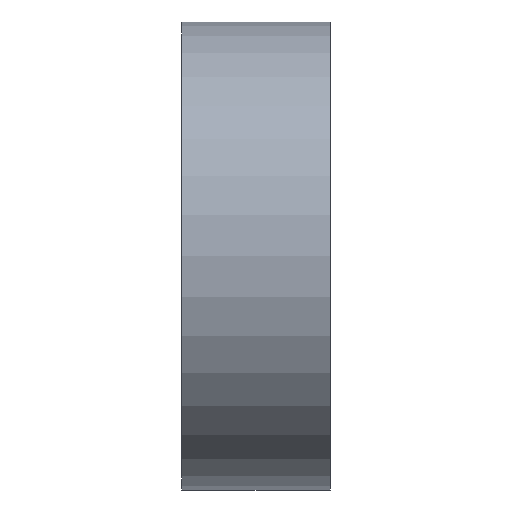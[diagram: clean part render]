
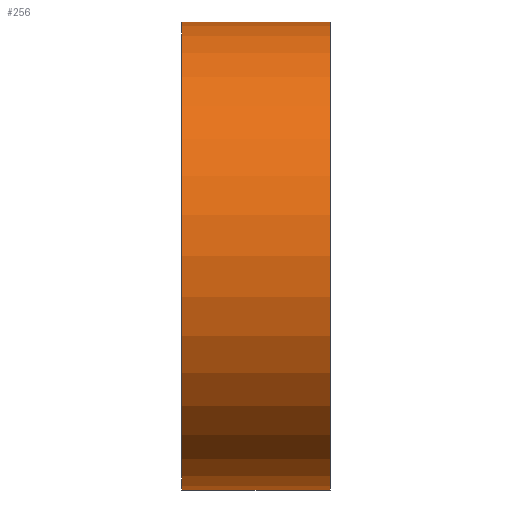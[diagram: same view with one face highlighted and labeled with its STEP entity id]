
A CAD part, front view. The second image highlights one B-rep face of the part: STEP entity #256.
In plain terms, the highlighted cylindrical face has radius 11 mm (diameter 22 mm), a partial arc.
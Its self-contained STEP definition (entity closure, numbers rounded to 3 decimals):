
#99 = VERTEX_POINT ( 'NONE', #420 ) ;
#100 = EDGE_CURVE ( 'NONE', #105, #110, #600, .T. ) ;
#105 = VERTEX_POINT ( 'NONE', #502 ) ;
#110 = VERTEX_POINT ( 'NONE', #561 ) ;
#116 = VERTEX_POINT ( 'NONE', #552 ) ;
#126 = EDGE_CURVE ( 'NONE', #99, #116, #612, .T. ) ;
#229 = ORIENTED_EDGE ( 'NONE', *, *, #331, .F. ) ;
#252 = EDGE_LOOP ( 'NONE', ( #258, #260, #257, #229 ) ) ;
#256 = ADVANCED_FACE ( 'NONE', ( #785 ), #772, .T. ) ;
#257 = ORIENTED_EDGE ( 'NONE', *, *, #126, .T. ) ;
#258 = ORIENTED_EDGE ( 'NONE', *, *, #100, .F. ) ;
#260 = ORIENTED_EDGE ( 'NONE', *, *, #345, .T. ) ;
#331 = EDGE_CURVE ( 'NONE', #110, #116, #793, .T. ) ;
#345 = EDGE_CURVE ( 'NONE', #105, #99, #875, .T. ) ;
#420 = CARTESIAN_POINT ( 'NONE',  ( 7., 0., 11. ) ) ;
#500 = DIRECTION ( 'NONE',  ( -1., 0., 0. ) ) ;
#501 = VECTOR ( 'NONE', #500, 1000. ) ;
#502 = CARTESIAN_POINT ( 'NONE',  ( 7., 0., -11. ) ) ;
#552 = CARTESIAN_POINT ( 'NONE',  ( 0., 0., 11. ) ) ;
#561 = CARTESIAN_POINT ( 'NONE',  ( 0., 0., -11. ) ) ;
#599 = CARTESIAN_POINT ( 'NONE',  ( 0., 0., -11. ) ) ;
#600 = LINE ( 'NONE', #599, #501 ) ;
#609 = DIRECTION ( 'NONE',  ( -1., 0., 0. ) ) ;
#610 = VECTOR ( 'NONE', #609, 1000. ) ;
#611 = CARTESIAN_POINT ( 'NONE',  ( 0., 0., 11. ) ) ;
#612 = LINE ( 'NONE', #611, #610 ) ;
#641 = DIRECTION ( 'NONE',  ( 0., 0., 1. ) ) ;
#642 = DIRECTION ( 'NONE',  ( -1., 0., 0. ) ) ;
#698 = AXIS2_PLACEMENT_3D ( 'NONE', #766, #765, #764 ) ;
#764 = DIRECTION ( 'NONE',  ( 0., 0., 1. ) ) ;
#765 = DIRECTION ( 'NONE',  ( -1., 0., 0. ) ) ;
#766 = CARTESIAN_POINT ( 'NONE',  ( 0., 0., 0. ) ) ;
#772 = CYLINDRICAL_SURFACE ( 'NONE', #698, 11. ) ;
#785 = FACE_OUTER_BOUND ( 'NONE', #252, .T. ) ;
#792 = AXIS2_PLACEMENT_3D ( 'NONE', #797, #642, #641 ) ;
#793 = CIRCLE ( 'NONE', #792, 11. ) ;
#797 = CARTESIAN_POINT ( 'NONE',  ( 0., 0., 0. ) ) ;
#862 = DIRECTION ( 'NONE',  ( 0., 0., 1. ) ) ;
#864 = CARTESIAN_POINT ( 'NONE',  ( 7., 0., 0. ) ) ;
#875 = CIRCLE ( 'NONE', #883, 11. ) ;
#882 = DIRECTION ( 'NONE',  ( -1., 0., 0. ) ) ;
#883 = AXIS2_PLACEMENT_3D ( 'NONE', #864, #882, #862 ) ;
